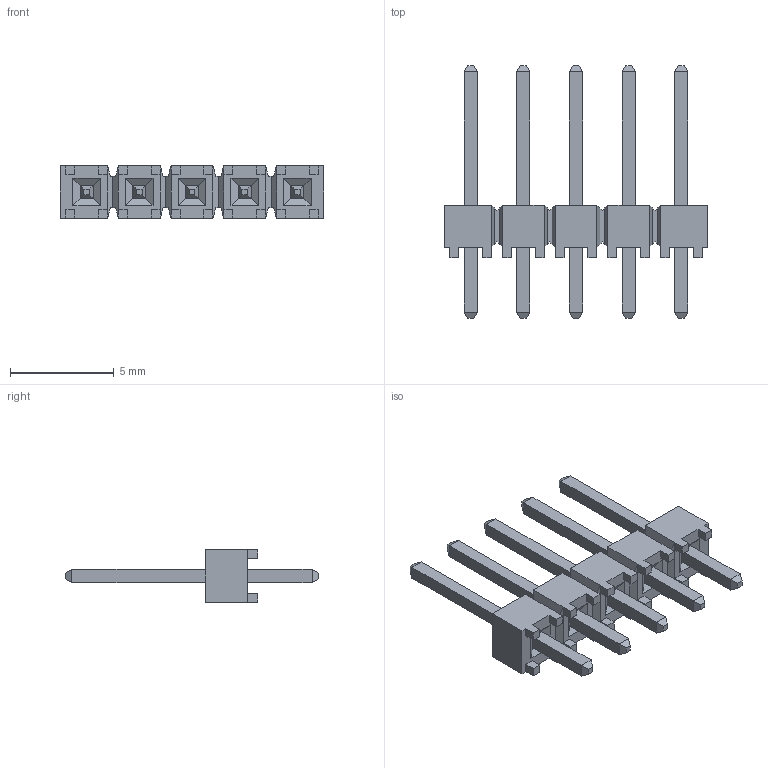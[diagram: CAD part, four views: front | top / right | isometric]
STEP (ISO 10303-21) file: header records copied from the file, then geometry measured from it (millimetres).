
FILE_DESCRIPTION (( 'STEP AP214' ), '1' );
FILE_NAME ('Samtec-TSW-105-24-T-S.step', '2013-12-27T17:37:50', ( 'Windows User' ), ( '' ), 'SwSTEP 2.0', 'SolidWorks 2014', '' );
FILE_SCHEMA (( 'AUTOMOTIVE_DESIGN' ));
Length unit declared in the file: inch
Products named in the file (1): Samtec-TSW-105-24-T-S
Bounding box: 12.7 x 12.19 x 2.54 mm (x, y, z)
Volume: 81.8 mm3; surface area: 288.5 mm2
Topology: 1 solids, 1 shells, 272 faces, 652 edges, 392 vertices
Faces by surface type: plane 272
Entity records: 9958 total; most frequent: CARTESIAN_POINT 1317, ORIENTED_EDGE 1304, DIRECTION 1198, LINE 652, EDGE_CURVE 652, VECTOR 652, VERTEX_POINT 392, EDGE_LOOP 282
